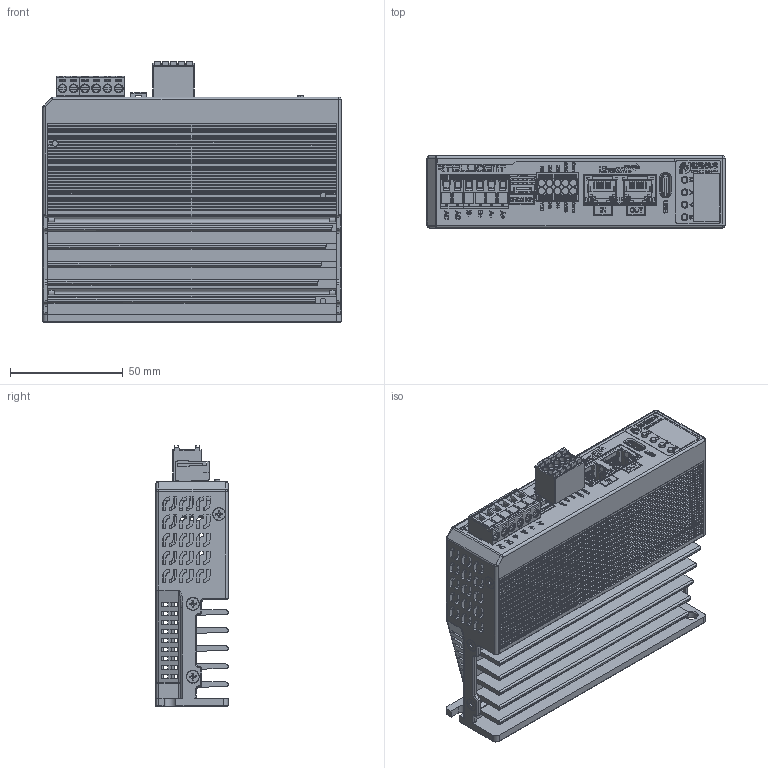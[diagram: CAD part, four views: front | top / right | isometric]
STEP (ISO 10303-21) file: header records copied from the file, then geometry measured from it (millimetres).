
FILE_DESCRIPTION((''),'2;1');
FILE_NAME('RT-EST60_V5_0','2025-03-24T15:34:04',('ruiwe'),(''),'CREO PARAMETRIC BY PTC INC, 2021063','CREO PARAMETRIC BY PTC INC, 2021063','');
FILE_SCHEMA(('CONFIG_CONTROL_DESIGN','SHAPE_APPEARANCE_LAYERS_GROUPS'));
Products named in the file (1): RT-EST60_V5_0
Bounding box: 132.5 x 32 x 115.8 mm (x, y, z)
Volume: 143649.4 mm3; surface area: 149602.2 mm2
Topology: 22 solids, 635 shells, 5925 faces, 25395 edges, 20262 vertices
Faces by surface type: plane 4300, cylinder 1079, bspline 216, cone 186, torus 118, sphere 26
Entity records: 351606 total; most frequent: CARTESIAN_POINT 74559, ORIENTED_EDGE 39682, DIRECTION 35249, EDGE_CURVE 25371, PRESENTATION_STYLE_ASSIGNMENT 20611, VERTEX_POINT 20264, STYLED_ITEM 19992, VECTOR 19205
